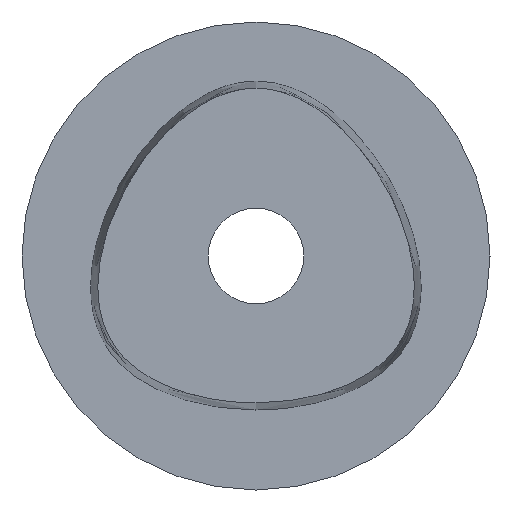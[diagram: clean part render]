
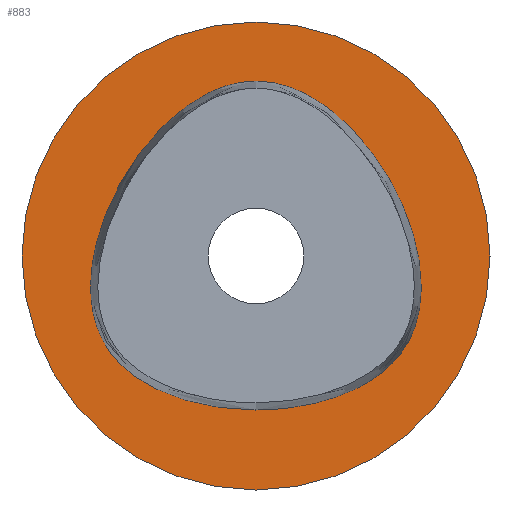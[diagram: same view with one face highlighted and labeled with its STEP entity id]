
A CAD part, left-side view. The second image highlights one B-rep face of the part: STEP entity #883.
In plain terms, the highlighted planar face has unit normal (-1, 0, 0).
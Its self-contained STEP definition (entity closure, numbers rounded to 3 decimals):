
#49=CARTESIAN_POINT('',(0.,0.,18.696));
#50=CARTESIAN_POINT('',(0.,-2.729,18.696));
#51=CARTESIAN_POINT('',(-0.001,-8.174,16.37));
#52=CARTESIAN_POINT('',(-0.001,-14.767,8.526));
#53=CARTESIAN_POINT('',(-0.001,-18.265,
-1.104));
#54=CARTESIAN_POINT('',(-0.001,-17.198,
-9.929));
#55=CARTESIAN_POINT('',(-0.001,-10.088,
-15.266));
#56=CARTESIAN_POINT('',(0.,-3.363,-16.456));
#57=CARTESIAN_POINT('',(0.,0.,-16.456));
#70=CARTESIAN_POINT('',(0.,0.,0.));
#71=DIRECTION('',(-1.,0.,0.));
#72=DIRECTION('',(0.,1.,0.));
#73=AXIS2_PLACEMENT_3D('',#70,#71,#72);
#78=CARTESIAN_POINT('',(0.,0.,0.));
#79=DIRECTION('',(1.,0.,0.));
#80=DIRECTION('',(0.,1.,0.));
#81=AXIS2_PLACEMENT_3D('',#78,#79,#80);
#651=CARTESIAN_POINT('',(0.,0.,-16.456));
#652=CARTESIAN_POINT('',(0.,0.903,-16.456));
#653=CARTESIAN_POINT('',(0.,2.658,-16.37));
#654=CARTESIAN_POINT('',(0.,5.116,-16.024));
#655=CARTESIAN_POINT('',(0.,7.452,-15.468));
#656=CARTESIAN_POINT('',(0.,9.674,-14.691));
#657=CARTESIAN_POINT('',(0.,11.802,-13.646));
#658=CARTESIAN_POINT('',(0.,13.738,-12.314));
#659=CARTESIAN_POINT('',(0.,15.416,-10.638));
#660=CARTESIAN_POINT('',(0.,16.656,-8.659));
#661=CARTESIAN_POINT('',(0.,17.404,-6.412));
#662=CARTESIAN_POINT('',(0.,17.704,-4.077));
#663=CARTESIAN_POINT('',(0.,17.636,-1.699));
#664=CARTESIAN_POINT('',(0.,17.277,0.592));
#665=CARTESIAN_POINT('',(0.,16.679,2.85));
#666=CARTESIAN_POINT('',(0.,15.832,5.143));
#667=CARTESIAN_POINT('',(0.,14.724,7.46));
#668=CARTESIAN_POINT('',(0.,13.386,9.704));
#669=CARTESIAN_POINT('',(0.,11.857,11.798));
#670=CARTESIAN_POINT('',(0.,10.234,13.627));
#671=CARTESIAN_POINT('',(0.,8.512,15.221));
#672=CARTESIAN_POINT('',(0.,6.626,16.611));
#673=CARTESIAN_POINT('',(0.,4.556,17.743));
#674=CARTESIAN_POINT('',(0.,2.311,18.509));
#675=CARTESIAN_POINT('',(0.,0.781,18.696));
#676=CARTESIAN_POINT('',(0.,0.,18.696));
#720=CARTESIAN_POINT('',(0.,25.,0.));
#722=VERTEX_POINT('',#720);
#724=CARTESIAN_POINT('',(0.,-25.,0.));
#726=VERTEX_POINT('',#724);
#809=VERTEX_POINT('',#49);
#810=VERTEX_POINT('',#57);
#867=CARTESIAN_POINT('',(0.,0.,0.));
#868=DIRECTION('',(1.,0.,0.));
#869=DIRECTION('',(0.,-1.,0.));
#870=AXIS2_PLACEMENT_3D('',#867,#868,#869);
#871=PLANE('',#870);
#873=ORIENTED_EDGE('',*,*,#872,.F.);
#875=ORIENTED_EDGE('',*,*,#874,.T.);
#876=EDGE_LOOP('',(#873,#875));
#877=FACE_OUTER_BOUND('',#876,.F.);
#878=ORIENTED_EDGE('',*,*,#856,.F.);
#880=ORIENTED_EDGE('',*,*,#879,.F.);
#881=EDGE_LOOP('',(#878,#880));
#882=FACE_BOUND('',#881,.F.);
#58=B_SPLINE_CURVE_WITH_KNOTS('',3,(#49,#50,#51,#52,#53,#54,#55,#56,#57),
.UNSPECIFIED.,.F.,.F.,(4,1,1,1,1,1,4),(0.,0.167,0.333,
0.5,0.667,0.833,1.),.UNSPECIFIED.);
#74=CIRCLE('',#73,25.);
#82=CIRCLE('',#81,25.);
#677=B_SPLINE_CURVE_WITH_KNOTS('',3,(#651,#652,#653,#654,#655,#656,#657,#658,
#659,#660,#661,#662,#663,#664,#665,#666,#667,#668,#669,#670,#671,#672,#673,#674,
#675,#676),.UNSPECIFIED.,.F.,.F.,(4,1,1,1,1,1,1,1,1,1,1,1,1,1,1,1,1,1,1,1,1,1,1,
4),(0.,0.043,0.087,0.13,
0.174,0.217,0.261,0.304,
0.348,0.391,0.435,0.478,
0.522,0.565,0.609,0.652,
0.696,0.739,0.783,0.826,
0.87,0.913,0.957,1.),.UNSPECIFIED.);
#856=EDGE_CURVE('',#809,#810,#58,.T.);
#872=EDGE_CURVE('',#722,#726,#74,.T.);
#874=EDGE_CURVE('',#722,#726,#82,.T.);
#879=EDGE_CURVE('',#810,#809,#677,.T.);
#883=ADVANCED_FACE('',(#877,#882),#871,.F.);
